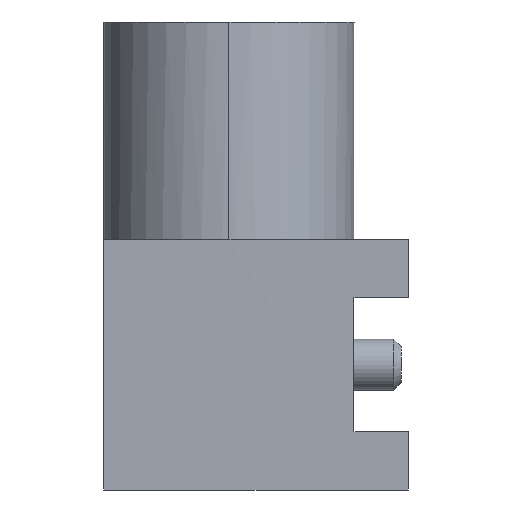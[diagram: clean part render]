
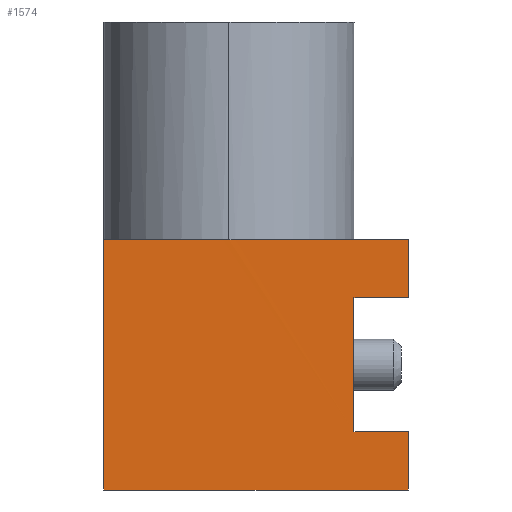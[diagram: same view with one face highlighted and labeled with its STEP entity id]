
A CAD part, left-side view. The second image highlights one B-rep face of the part: STEP entity #1574.
In plain terms, the highlighted planar face has unit normal (-1, 0, 0).
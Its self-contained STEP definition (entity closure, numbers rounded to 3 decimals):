
#8 = ORIENTED_EDGE ( 'NONE', *, *, #1377, .F. ) ;
#59 = FACE_OUTER_BOUND ( 'NONE', #440, .T. ) ;
#76 = CARTESIAN_POINT ( 'NONE',  ( -1.726, 2.473, 1.725 ) ) ;
#133 = VECTOR ( 'NONE', #255, 1000. ) ;
#165 = EDGE_CURVE ( 'NONE', #1667, #1243, #346, .T. ) ;
#169 = CARTESIAN_POINT ( 'NONE',  ( -1.726, 2.473, 1.725 ) ) ;
#176 = VECTOR ( 'NONE', #1523, 1000. ) ;
#184 = DIRECTION ( 'NONE',  ( 1., 0., 0. ) ) ;
#207 = DIRECTION ( 'NONE',  ( 0., 0., 1. ) ) ;
#212 = CARTESIAN_POINT ( 'NONE',  ( -1.725, 2.386, 1.725 ) ) ;
#214 = CARTESIAN_POINT ( 'NONE',  ( -1.725, 4.2, 1.725 ) ) ;
#219 = LINE ( 'NONE', #639, #1716 ) ;
#230 = VERTEX_POINT ( 'NONE', #1237 ) ;
#255 = DIRECTION ( 'NONE',  ( 0., 0., 1. ) ) ;
#270 = CARTESIAN_POINT ( 'NONE',  ( -1.726, 2.531, 1.725 ) ) ;
#275 = LINE ( 'NONE', #1192, #1724 ) ;
#346 = B_SPLINE_CURVE_WITH_KNOTS ( 'NONE', 3,
 ( #915, #1326, #1086, #212 ),
 .UNSPECIFIED., .F., .F.,
 ( 4, 4 ),
 ( 0.5, 1. ),
 .UNSPECIFIED. ) ;
#347 = CARTESIAN_POINT ( 'NONE',  ( -1.725, 4.2, 1.725 ) ) ;
#408 = EDGE_CURVE ( 'NONE', #827, #230, #544, .T. ) ;
#440 = EDGE_LOOP ( 'NONE', ( #1554, #1049, #1682, #8, #522, #1757, #1106, #615, #1386, #749, #632 ) ) ;
#480 = EDGE_CURVE ( 'NONE', #1253, #230, #770, .T. ) ;
#486 = LINE ( 'NONE', #496, #176 ) ;
#496 = CARTESIAN_POINT ( 'NONE',  ( -1.725, 4.2, 1.725 ) ) ;
#517 = CARTESIAN_POINT ( 'NONE',  ( -1.725, 9.079, -0.925 ) ) ;
#522 = ORIENTED_EDGE ( 'NONE', *, *, #165, .F. ) ;
#544 = LINE ( 'NONE', #1584, #133 ) ;
#554 = DIRECTION ( 'NONE',  ( 0., -1., 0. ) ) ;
#584 = CARTESIAN_POINT ( 'NONE',  ( -1.725, 0., 1.725 ) ) ;
#604 = PLANE ( 'NONE',  #1868 ) ;
#615 = ORIENTED_EDGE ( 'NONE', *, *, #1425, .F. ) ;
#632 = ORIENTED_EDGE ( 'NONE', *, *, #480, .F. ) ;
#639 = CARTESIAN_POINT ( 'NONE',  ( -1.725, 4.2, -1.725 ) ) ;
#666 = DIRECTION ( 'NONE',  ( 0., 0., 1. ) ) ;
#680 = CARTESIAN_POINT ( 'NONE',  ( -1.725, 9.079, 0.925 ) ) ;
#749 = ORIENTED_EDGE ( 'NONE', *, *, #408, .T. ) ;
#770 = LINE ( 'NONE', #517, #1655 ) ;
#777 = VERTEX_POINT ( 'NONE', #347 ) ;
#794 = B_SPLINE_CURVE_WITH_KNOTS ( 'NONE', 3,
 ( #1013, #270, #1356, #169 ),
 .UNSPECIFIED., .F., .F.,
 ( 4, 4 ),
 ( 0., 0.5 ),
 .UNSPECIFIED. ) ;
#827 = VERTEX_POINT ( 'NONE', #1646 ) ;
#915 = CARTESIAN_POINT ( 'NONE',  ( -1.726, 2.473, 1.725 ) ) ;
#916 = CARTESIAN_POINT ( 'NONE',  ( -1.725, 4.2, 1.725 ) ) ;
#994 = CARTESIAN_POINT ( 'NONE',  ( -1.725, 4.2, 1.725 ) ) ;
#1013 = CARTESIAN_POINT ( 'NONE',  ( -1.725, 2.56, 1.725 ) ) ;
#1041 = VECTOR ( 'NONE', #1845, 1000. ) ;
#1049 = ORIENTED_EDGE ( 'NONE', *, *, #1471, .T. ) ;
#1068 = VECTOR ( 'NONE', #207, 1000. ) ;
#1086 = CARTESIAN_POINT ( 'NONE',  ( -1.726, 2.415, 1.725 ) ) ;
#1106 = ORIENTED_EDGE ( 'NONE', *, *, #1701, .F. ) ;
#1110 = CARTESIAN_POINT ( 'NONE',  ( -1.725, 0., 1.725 ) ) ;
#1139 = LINE ( 'NONE', #1110, #1068 ) ;
#1156 = EDGE_CURVE ( 'NONE', #1253, #1433, #275, .T. ) ;
#1177 = LINE ( 'NONE', #680, #1041 ) ;
#1186 = VERTEX_POINT ( 'NONE', #1472 ) ;
#1192 = CARTESIAN_POINT ( 'NONE',  ( -1.725, 0.75, 0.925 ) ) ;
#1211 = CARTESIAN_POINT ( 'NONE',  ( -1.725, 0.75, -0.925 ) ) ;
#1226 = VECTOR ( 'NONE', #666, 1000. ) ;
#1237 = CARTESIAN_POINT ( 'NONE',  ( -1.725, 0., -0.925 ) ) ;
#1243 = VERTEX_POINT ( 'NONE', #1643 ) ;
#1253 = VERTEX_POINT ( 'NONE', #1211 ) ;
#1254 = DIRECTION ( 'NONE',  ( 0., -1., 0. ) ) ;
#1310 = LINE ( 'NONE', #994, #1851 ) ;
#1326 = CARTESIAN_POINT ( 'NONE',  ( -1.727, 2.444, 1.725 ) ) ;
#1337 = DIRECTION ( 'NONE',  ( 0., 0., 1. ) ) ;
#1356 = CARTESIAN_POINT ( 'NONE',  ( -1.727, 2.502, 1.725 ) ) ;
#1358 = DIRECTION ( 'NONE',  ( 0., -1., 0. ) ) ;
#1372 = DIRECTION ( 'NONE',  ( 0., 0., -1. ) ) ;
#1377 = EDGE_CURVE ( 'NONE', #1243, #1480, #486, .T. ) ;
#1386 = ORIENTED_EDGE ( 'NONE', *, *, #1577, .T. ) ;
#1391 = EDGE_CURVE ( 'NONE', #1437, #1480, #1139, .T. ) ;
#1396 = CARTESIAN_POINT ( 'NONE',  ( -1.725, 4.2, -1.725 ) ) ;
#1412 = CARTESIAN_POINT ( 'NONE',  ( -1.725, 0.75, 0.925 ) ) ;
#1425 = EDGE_CURVE ( 'NONE', #1688, #777, #1835, .T. ) ;
#1433 = VERTEX_POINT ( 'NONE', #1412 ) ;
#1437 = VERTEX_POINT ( 'NONE', #1690 ) ;
#1471 = EDGE_CURVE ( 'NONE', #1433, #1437, #1177, .T. ) ;
#1472 = CARTESIAN_POINT ( 'NONE',  ( -1.725, 2.56, 1.725 ) ) ;
#1480 = VERTEX_POINT ( 'NONE', #584 ) ;
#1523 = DIRECTION ( 'NONE',  ( 0., -1., 0. ) ) ;
#1554 = ORIENTED_EDGE ( 'NONE', *, *, #1156, .T. ) ;
#1574 = ADVANCED_FACE ( 'NONE', ( #59 ), #604, .F. ) ;
#1577 = EDGE_CURVE ( 'NONE', #1688, #827, #219, .T. ) ;
#1584 = CARTESIAN_POINT ( 'NONE',  ( -1.725, 0., 1.725 ) ) ;
#1643 = CARTESIAN_POINT ( 'NONE',  ( -1.725, 2.386, 1.725 ) ) ;
#1646 = CARTESIAN_POINT ( 'NONE',  ( -1.725, 0., -1.725 ) ) ;
#1655 = VECTOR ( 'NONE', #1254, 1000. ) ;
#1667 = VERTEX_POINT ( 'NONE', #76 ) ;
#1682 = ORIENTED_EDGE ( 'NONE', *, *, #1391, .T. ) ;
#1688 = VERTEX_POINT ( 'NONE', #1396 ) ;
#1690 = CARTESIAN_POINT ( 'NONE',  ( -1.725, 0., 0.925 ) ) ;
#1701 = EDGE_CURVE ( 'NONE', #777, #1186, #1310, .T. ) ;
#1716 = VECTOR ( 'NONE', #1358, 1000. ) ;
#1724 = VECTOR ( 'NONE', #1337, 1000. ) ;
#1757 = ORIENTED_EDGE ( 'NONE', *, *, #1870, .F. ) ;
#1835 = LINE ( 'NONE', #214, #1226 ) ;
#1845 = DIRECTION ( 'NONE',  ( 0., -1., 0. ) ) ;
#1851 = VECTOR ( 'NONE', #554, 1000. ) ;
#1868 = AXIS2_PLACEMENT_3D ( 'NONE', #916, #184, #1372 ) ;
#1870 = EDGE_CURVE ( 'NONE', #1186, #1667, #794, .T. ) ;
